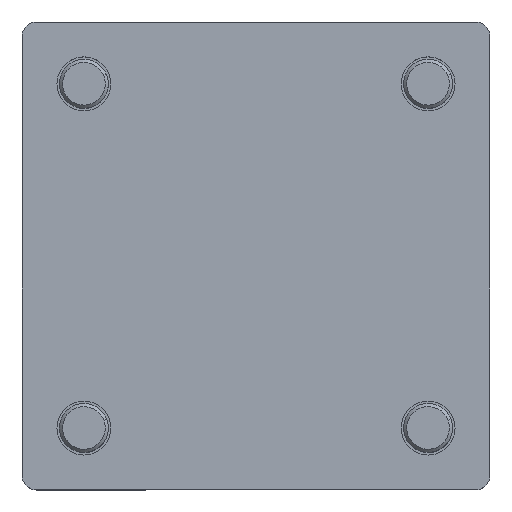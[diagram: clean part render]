
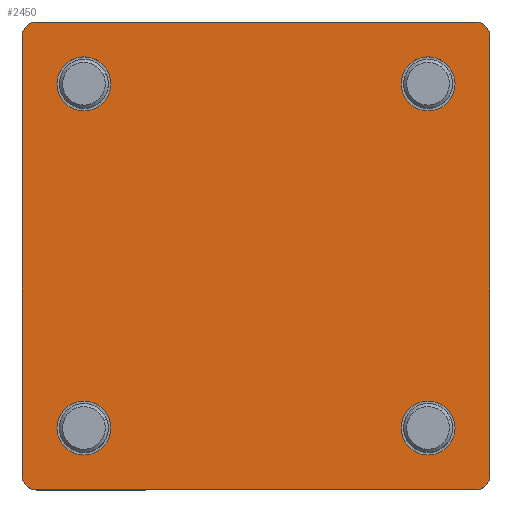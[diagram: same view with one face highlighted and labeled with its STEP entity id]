
A CAD part, top view. The second image highlights one B-rep face of the part: STEP entity #2450.
In plain terms, the highlighted planar face has unit normal (0, 0, 1).
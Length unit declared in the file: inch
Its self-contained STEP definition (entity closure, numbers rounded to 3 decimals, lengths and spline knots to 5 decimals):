
#2 = DIRECTION ( 'NONE',  ( 0., 0., 1. ) ) ;
#55 = LINE ( 'NONE', #253, #1031 ) ;
#63 = VERTEX_POINT ( 'NONE', #2977 ) ;
#68 = DIRECTION ( 'NONE',  ( 1., 0., 0. ) ) ;
#100 = EDGE_CURVE ( 'NONE', #1032, #2428, #55, .T. ) ;
#167 = EDGE_LOOP ( 'NONE', ( #2071, #552 ) ) ;
#179 = CARTESIAN_POINT ( 'NONE',  ( 1.096, 1.096, 0. ) ) ;
#182 = CARTESIAN_POINT ( 'NONE',  ( 0.92413, 1.096, 0. ) ) ;
#201 = DIRECTION ( 'NONE',  ( 1., 0., 0. ) ) ;
#202 = AXIS2_PLACEMENT_3D ( 'NONE', #2502, #1779, #2715 ) ;
#228 = DIRECTION ( 'NONE',  ( 0., 1., 0. ) ) ;
#244 = LINE ( 'NONE', #2131, #2413 ) ;
#249 = CARTESIAN_POINT ( 'NONE',  ( -1.397, 1.49, 0. ) ) ;
#250 = DIRECTION ( 'NONE',  ( 1., 0., 0. ) ) ;
#253 = CARTESIAN_POINT ( 'NONE',  ( -1.49, 1.49, 0. ) ) ;
#269 = CIRCLE ( 'NONE', #1964, 0.093 ) ;
#322 = AXIS2_PLACEMENT_3D ( 'NONE', #1705, #1230, #68 ) ;
#356 = VERTEX_POINT ( 'NONE', #1552 ) ;
#368 = ORIENTED_EDGE ( 'NONE', *, *, #763, .T. ) ;
#379 = ORIENTED_EDGE ( 'NONE', *, *, #2679, .F. ) ;
#380 = DIRECTION ( 'NONE',  ( 0., 0., 1. ) ) ;
#411 = CARTESIAN_POINT ( 'NONE',  ( -1.397, -1.397, 0. ) ) ;
#422 = EDGE_CURVE ( 'NONE', #868, #63, #480, .T. ) ;
#438 = LINE ( 'NONE', #903, #1949 ) ;
#469 = VERTEX_POINT ( 'NONE', #249 ) ;
#480 = CIRCLE ( 'NONE', #2478, 0.17187 ) ;
#483 = ORIENTED_EDGE ( 'NONE', *, *, #2227, .T. ) ;
#501 = CIRCLE ( 'NONE', #2602, 0.093 ) ;
#508 = DIRECTION ( 'NONE',  ( 0., -1., 0. ) ) ;
#516 = ORIENTED_EDGE ( 'NONE', *, *, #2482, .T. ) ;
#530 = ORIENTED_EDGE ( 'NONE', *, *, #2288, .F. ) ;
#543 = CIRCLE ( 'NONE', #1557, 0.093 ) ;
#552 = ORIENTED_EDGE ( 'NONE', *, *, #940, .F. ) ;
#578 = EDGE_CURVE ( 'NONE', #1983, #1776, #2725, .T. ) ;
#626 = VECTOR ( 'NONE', #2213, 39.37008 ) ;
#627 = DIRECTION ( 'NONE',  ( 0., 0., 1. ) ) ;
#723 = VERTEX_POINT ( 'NONE', #2258 ) ;
#724 = EDGE_CURVE ( 'NONE', #1776, #1983, #1163, .T. ) ;
#736 = EDGE_CURVE ( 'NONE', #2428, #2751, #543, .T. ) ;
#748 = FACE_OUTER_BOUND ( 'NONE', #1675, .T. ) ;
#750 = DIRECTION ( 'NONE',  ( 0., 0., 1. ) ) ;
#763 = EDGE_CURVE ( 'NONE', #1463, #2176, #438, .T. ) ;
#795 = ORIENTED_EDGE ( 'NONE', *, *, #578, .F. ) ;
#802 = ORIENTED_EDGE ( 'NONE', *, *, #1901, .T. ) ;
#815 = CIRCLE ( 'NONE', #1590, 0.17187 ) ;
#868 = VERTEX_POINT ( 'NONE', #1177 ) ;
#903 = CARTESIAN_POINT ( 'NONE',  ( 1.49, 1.49, 0. ) ) ;
#914 = DIRECTION ( 'NONE',  ( 0., 0., 1. ) ) ;
#940 = EDGE_CURVE ( 'NONE', #2515, #723, #2101, .T. ) ;
#959 = DIRECTION ( 'NONE',  ( 1., 0., 0. ) ) ;
#962 = CARTESIAN_POINT ( 'NONE',  ( 1.26787, 1.096, 0. ) ) ;
#982 = ORIENTED_EDGE ( 'NONE', *, *, #2818, .F. ) ;
#1031 = VECTOR ( 'NONE', #508, 39.37008 ) ;
#1032 = VERTEX_POINT ( 'NONE', #1511 ) ;
#1040 = CARTESIAN_POINT ( 'NONE',  ( 1.49, -1.397, 0. ) ) ;
#1058 = VERTEX_POINT ( 'NONE', #182 ) ;
#1059 = CIRCLE ( 'NONE', #2476, 0.17187 ) ;
#1062 = CARTESIAN_POINT ( 'NONE',  ( 1.397, -1.49, 0. ) ) ;
#1086 = DIRECTION ( 'NONE',  ( 1., 0., 0. ) ) ;
#1102 = DIRECTION ( 'NONE',  ( 1., 0., 0. ) ) ;
#1162 = DIRECTION ( 'NONE',  ( 1., 0., 0. ) ) ;
#1163 = CIRCLE ( 'NONE', #202, 0.17187 ) ;
#1177 = CARTESIAN_POINT ( 'NONE',  ( -0.92413, -1.096, 0. ) ) ;
#1196 = DIRECTION ( 'NONE',  ( 0., 0., 1. ) ) ;
#1230 = DIRECTION ( 'NONE',  ( 0., 0., 1. ) ) ;
#1235 = FACE_BOUND ( 'NONE', #2738, .T. ) ;
#1391 = CARTESIAN_POINT ( 'NONE',  ( 1.397, -1.397, 0. ) ) ;
#1421 = CARTESIAN_POINT ( 'NONE',  ( 1.096, -1.096, 0. ) ) ;
#1440 = AXIS2_PLACEMENT_3D ( 'NONE', #1421, #1196, #2628 ) ;
#1463 = VERTEX_POINT ( 'NONE', #1040 ) ;
#1464 = CARTESIAN_POINT ( 'NONE',  ( -1.096, 1.096, 0. ) ) ;
#1491 = ORIENTED_EDGE ( 'NONE', *, *, #1960, .T. ) ;
#1511 = CARTESIAN_POINT ( 'NONE',  ( -1.49, 1.397, 0. ) ) ;
#1529 = AXIS2_PLACEMENT_3D ( 'NONE', #2120, #1670, #959 ) ;
#1532 = CARTESIAN_POINT ( 'NONE',  ( -1.397, 1.397, 0. ) ) ;
#1552 = CARTESIAN_POINT ( 'NONE',  ( 1.397, 1.49, 0. ) ) ;
#1556 = EDGE_LOOP ( 'NONE', ( #982, #1909 ) ) ;
#1557 = AXIS2_PLACEMENT_3D ( 'NONE', #411, #1808, #1574 ) ;
#1574 = DIRECTION ( 'NONE',  ( 1., 0., 0. ) ) ;
#1590 = AXIS2_PLACEMENT_3D ( 'NONE', #2429, #750, #1687 ) ;
#1625 = CARTESIAN_POINT ( 'NONE',  ( -0.92413, 1.096, 0. ) ) ;
#1637 = EDGE_CURVE ( 'NONE', #723, #2515, #1734, .T. ) ;
#1670 = DIRECTION ( 'NONE',  ( 0., 0., 1. ) ) ;
#1672 = LINE ( 'NONE', #2383, #626 ) ;
#1675 = EDGE_LOOP ( 'NONE', ( #1491, #516, #368, #483, #2591, #802, #1849, #2447 ) ) ;
#1687 = DIRECTION ( 'NONE',  ( 1., 0., 0. ) ) ;
#1705 = CARTESIAN_POINT ( 'NONE',  ( -1.096, 1.096, 0. ) ) ;
#1734 = CIRCLE ( 'NONE', #322, 0.17187 ) ;
#1776 = VERTEX_POINT ( 'NONE', #2457 ) ;
#1779 = DIRECTION ( 'NONE',  ( 0., 0., 1. ) ) ;
#1808 = DIRECTION ( 'NONE',  ( 0., 0., 1. ) ) ;
#1848 = DIRECTION ( 'NONE',  ( 0., 0., 1. ) ) ;
#1849 = ORIENTED_EDGE ( 'NONE', *, *, #100, .T. ) ;
#1859 = CARTESIAN_POINT ( 'NONE',  ( -1.096, -1.096, 0. ) ) ;
#1878 = VERTEX_POINT ( 'NONE', #1062 ) ;
#1901 = EDGE_CURVE ( 'NONE', #469, #1032, #269, .T. ) ;
#1909 = ORIENTED_EDGE ( 'NONE', *, *, #422, .F. ) ;
#1943 = DIRECTION ( 'NONE',  ( 1., 0., 0. ) ) ;
#1949 = VECTOR ( 'NONE', #228, 39.37008 ) ;
#1960 = EDGE_CURVE ( 'NONE', #2751, #1878, #244, .T. ) ;
#1964 = AXIS2_PLACEMENT_3D ( 'NONE', #1532, #380, #201 ) ;
#1983 = VERTEX_POINT ( 'NONE', #2580 ) ;
#2029 = CIRCLE ( 'NONE', #2802, 0.093 ) ;
#2049 = CIRCLE ( 'NONE', #2440, 0.17187 ) ;
#2060 = ORIENTED_EDGE ( 'NONE', *, *, #724, .F. ) ;
#2071 = ORIENTED_EDGE ( 'NONE', *, *, #1637, .F. ) ;
#2101 = CIRCLE ( 'NONE', #2495, 0.17187 ) ;
#2120 = CARTESIAN_POINT ( 'NONE',  ( -1.49, -1.49, 0. ) ) ;
#2131 = CARTESIAN_POINT ( 'NONE',  ( -1.49, -1.49, 0. ) ) ;
#2137 = FACE_BOUND ( 'NONE', #1556, .T. ) ;
#2175 = FACE_BOUND ( 'NONE', #167, .T. ) ;
#2176 = VERTEX_POINT ( 'NONE', #2558 ) ;
#2196 = DIRECTION ( 'NONE',  ( 0., 0., 1. ) ) ;
#2213 = DIRECTION ( 'NONE',  ( -1., 0., 0. ) ) ;
#2227 = EDGE_CURVE ( 'NONE', #2176, #356, #2029, .T. ) ;
#2246 = CARTESIAN_POINT ( 'NONE',  ( -1.096, -1.096, 0. ) ) ;
#2258 = CARTESIAN_POINT ( 'NONE',  ( -1.26787, 1.096, 0. ) ) ;
#2267 = EDGE_LOOP ( 'NONE', ( #795, #2060 ) ) ;
#2288 = EDGE_CURVE ( 'NONE', #2405, #1058, #2049, .T. ) ;
#2306 = FACE_BOUND ( 'NONE', #2267, .T. ) ;
#2383 = CARTESIAN_POINT ( 'NONE',  ( -1.49, 1.49, 0. ) ) ;
#2402 = CARTESIAN_POINT ( 'NONE',  ( -1.49, -1.397, 0. ) ) ;
#2405 = VERTEX_POINT ( 'NONE', #962 ) ;
#2413 = VECTOR ( 'NONE', #1162, 39.37008 ) ;
#2428 = VERTEX_POINT ( 'NONE', #2402 ) ;
#2429 = CARTESIAN_POINT ( 'NONE',  ( 1.096, 1.096, 0. ) ) ;
#2440 = AXIS2_PLACEMENT_3D ( 'NONE', #179, #1848, #1102 ) ;
#2447 = ORIENTED_EDGE ( 'NONE', *, *, #736, .T. ) ;
#2450 = ADVANCED_FACE ( 'NONE', ( #1235, #2175, #2137, #2306, #748 ), #2807, .T. ) ;
#2457 = CARTESIAN_POINT ( 'NONE',  ( 1.26787, -1.096, 0. ) ) ;
#2476 = AXIS2_PLACEMENT_3D ( 'NONE', #2246, #627, #2492 ) ;
#2478 = AXIS2_PLACEMENT_3D ( 'NONE', #1859, #2959, #2790 ) ;
#2482 = EDGE_CURVE ( 'NONE', #1878, #1463, #501, .T. ) ;
#2492 = DIRECTION ( 'NONE',  ( 1., 0., 0. ) ) ;
#2495 = AXIS2_PLACEMENT_3D ( 'NONE', #1464, #2196, #1943 ) ;
#2498 = CARTESIAN_POINT ( 'NONE',  ( 1.397, 1.397, 0. ) ) ;
#2502 = CARTESIAN_POINT ( 'NONE',  ( 1.096, -1.096, 0. ) ) ;
#2515 = VERTEX_POINT ( 'NONE', #1625 ) ;
#2558 = CARTESIAN_POINT ( 'NONE',  ( 1.49, 1.397, 0. ) ) ;
#2580 = CARTESIAN_POINT ( 'NONE',  ( 0.92413, -1.096, 0. ) ) ;
#2591 = ORIENTED_EDGE ( 'NONE', *, *, #2724, .T. ) ;
#2602 = AXIS2_PLACEMENT_3D ( 'NONE', #1391, #2, #250 ) ;
#2628 = DIRECTION ( 'NONE',  ( 1., 0., 0. ) ) ;
#2679 = EDGE_CURVE ( 'NONE', #1058, #2405, #815, .T. ) ;
#2715 = DIRECTION ( 'NONE',  ( 1., 0., 0. ) ) ;
#2724 = EDGE_CURVE ( 'NONE', #356, #469, #1672, .T. ) ;
#2725 = CIRCLE ( 'NONE', #1440, 0.17187 ) ;
#2738 = EDGE_LOOP ( 'NONE', ( #379, #530 ) ) ;
#2751 = VERTEX_POINT ( 'NONE', #2958 ) ;
#2790 = DIRECTION ( 'NONE',  ( 1., 0., 0. ) ) ;
#2802 = AXIS2_PLACEMENT_3D ( 'NONE', #2498, #914, #1086 ) ;
#2807 = PLANE ( 'NONE',  #1529 ) ;
#2818 = EDGE_CURVE ( 'NONE', #63, #868, #1059, .T. ) ;
#2958 = CARTESIAN_POINT ( 'NONE',  ( -1.397, -1.49, 0. ) ) ;
#2959 = DIRECTION ( 'NONE',  ( 0., 0., 1. ) ) ;
#2977 = CARTESIAN_POINT ( 'NONE',  ( -1.26787, -1.096, 0. ) ) ;
